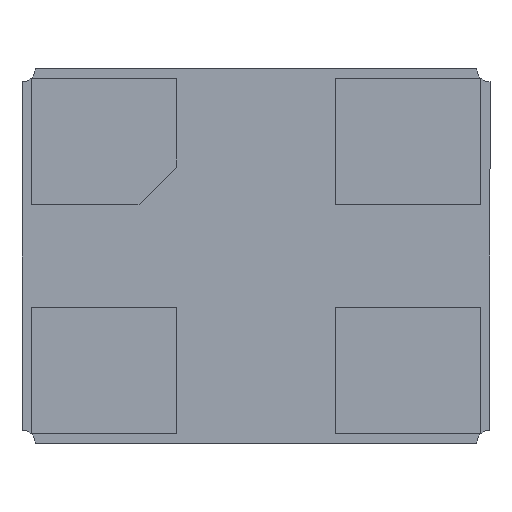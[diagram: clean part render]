
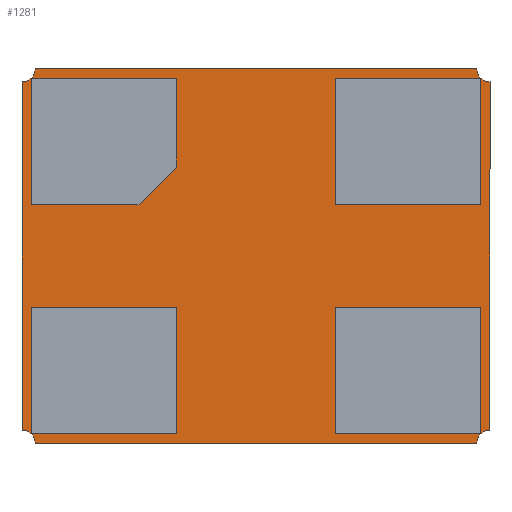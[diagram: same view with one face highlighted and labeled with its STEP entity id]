
A CAD part, front view. The second image highlights one B-rep face of the part: STEP entity #1281.
In plain terms, the highlighted planar face has unit normal (0, -1, 0).
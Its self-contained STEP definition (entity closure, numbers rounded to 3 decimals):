
#1=DIRECTION ( 'NONE',  ( 0., -1., 0. ) ) ;
#31=DIRECTION ( 'NONE',  ( 0., 0., 1. ) ) ;
#39=EDGE_LOOP ( 'NONE', ( #726, #759, #1265, #79, #179, #204, #863, #439 ) ) ;
#72=DIRECTION ( 'NONE',  ( 0., 0., -1. ) ) ;
#77=DIRECTION ( 'NONE',  ( 0., 1., 0. ) ) ;
#78=VERTEX_POINT ( 'NONE', #615 ) ;
#79=ORIENTED_EDGE ( 'NONE', *, *, #695, .F. ) ;
#90=DIRECTION ( 'NONE',  ( 0., 0., -1. ) ) ;
#114=DIRECTION ( 'NONE',  ( 0., 0., 1. ) ) ;
#136=EDGE_CURVE ( 'NONE', #161, #1061, #488, .T. ) ;
#161=VERTEX_POINT ( 'NONE', #278 ) ;
#174=DIRECTION ( 'NONE',  ( 0., -1., 0. ) ) ;
#179=ORIENTED_EDGE ( 'NONE', *, *, #487, .F. ) ;
#183=CARTESIAN_POINT ( 'NONE',  ( 1.25, 0.02, -0.93 ) ) ;
#204=ORIENTED_EDGE ( 'NONE', *, *, #136, .F. ) ;
#209=FACE_OUTER_BOUND ( 'NONE', #39, .T. ) ;
#212=CIRCLE ( 'NONE', #1220, 0.07 ) ;
#213=VECTOR ( 'NONE', #1135, 1000. ) ;
#252=VERTEX_POINT ( 'NONE', #1251 ) ;
#278=CARTESIAN_POINT ( 'NONE',  ( -1.18, 0.02, 1. ) ) ;
#291=CIRCLE ( 'NONE', #500, 0.07 ) ;
#294=CARTESIAN_POINT ( 'NONE',  ( -1.25, 0.02, -1. ) ) ;
#306=VECTOR ( 'NONE', #980, 1000. ) ;
#322=CARTESIAN_POINT ( 'NONE',  ( 1.25, 0.02, 1. ) ) ;
#326=VERTEX_POINT ( 'NONE', #968 ) ;
#358=VERTEX_POINT ( 'NONE', #183 ) ;
#383=CARTESIAN_POINT ( 'NONE',  ( 1.25, 0.02, 0.93 ) ) ;
#439=ORIENTED_EDGE ( 'NONE', *, *, #1225, .F. ) ;
#487=EDGE_CURVE ( 'NONE', #1061, #927, #212, .T. ) ;
#488=LINE ( 'NONE', #278, #213 ) ;
#500=AXIS2_PLACEMENT_3D ( 'NONE', #783, #174, #90 ) ;
#555=CARTESIAN_POINT ( 'NONE',  ( 1.25, 0.02, 0.93 ) ) ;
#577=EDGE_CURVE ( 'NONE', #252, #644, #753, .T. ) ;
#581=CARTESIAN_POINT ( 'NONE',  ( -1.18, 0.02, -1. ) ) ;
#615=CARTESIAN_POINT ( 'NONE',  ( -1.25, 0.02, -0.93 ) ) ;
#621=AXIS2_PLACEMENT_3D ( 'NONE', #294, #1, #31 ) ;
#639=PLANE ( 'NONE',  #1224 ) ;
#644=VERTEX_POINT ( 'NONE', #581 ) ;
#681=DIRECTION ( 'NONE',  ( -1., 0., 0. ) ) ;
#695=EDGE_CURVE ( 'NONE', #927, #358, #1074, .T. ) ;
#704=CARTESIAN_POINT ( 'NONE',  ( 1.25, 0.02, -1. ) ) ;
#726=ORIENTED_EDGE ( 'NONE', *, *, #1195, .F. ) ;
#753=LINE ( 'NONE', #581, #1210 ) ;
#759=ORIENTED_EDGE ( 'NONE', *, *, #577, .F. ) ;
#776=EDGE_CURVE ( 'NONE', #358, #252, #1178, .T. ) ;
#783=CARTESIAN_POINT ( 'NONE',  ( -1.25, 0.02, 1. ) ) ;
#791=LINE ( 'NONE', #968, #306 ) ;
#799=VECTOR ( 'NONE', #72, 1000. ) ;
#863=ORIENTED_EDGE ( 'NONE', *, *, #1152, .F. ) ;
#927=VERTEX_POINT ( 'NONE', #555 ) ;
#968=CARTESIAN_POINT ( 'NONE',  ( -1.25, 0.02, 0.93 ) ) ;
#980=DIRECTION ( 'NONE',  ( 0., 0., 1. ) ) ;
#990=CIRCLE ( 'NONE', #621, 0.07 ) ;
#1032=AXIS2_PLACEMENT_3D ( 'NONE', #704, #174, #90 ) ;
#1061=VERTEX_POINT ( 'NONE', #1219 ) ;
#1074=LINE ( 'NONE', #383, #799 ) ;
#1135=DIRECTION ( 'NONE',  ( 1., 0., 0. ) ) ;
#1152=EDGE_CURVE ( 'NONE', #326, #161, #291, .T. ) ;
#1178=CIRCLE ( 'NONE', #1032, 0.07 ) ;
#1195=EDGE_CURVE ( 'NONE', #644, #78, #990, .T. ) ;
#1210=VECTOR ( 'NONE', #681, 1000. ) ;
#1219=CARTESIAN_POINT ( 'NONE',  ( 1.18, 0.02, 1. ) ) ;
#1220=AXIS2_PLACEMENT_3D ( 'NONE', #322, #1, #31 ) ;
#1224=AXIS2_PLACEMENT_3D ( 'NONE', #294, #77, #114 ) ;
#1225=EDGE_CURVE ( 'NONE', #78, #326, #791, .T. ) ;
#1251=CARTESIAN_POINT ( 'NONE',  ( 1.18, 0.02, -1. ) ) ;
#1265=ORIENTED_EDGE ( 'NONE', *, *, #776, .F. ) ;
#1281=ADVANCED_FACE ( 'NONE', ( #209 ), #639, .F. ) ;
